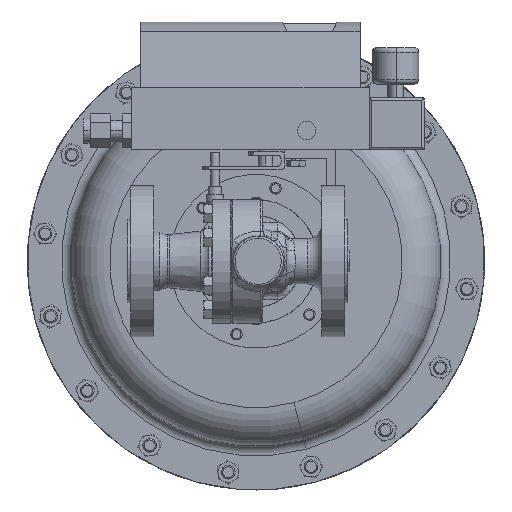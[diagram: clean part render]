
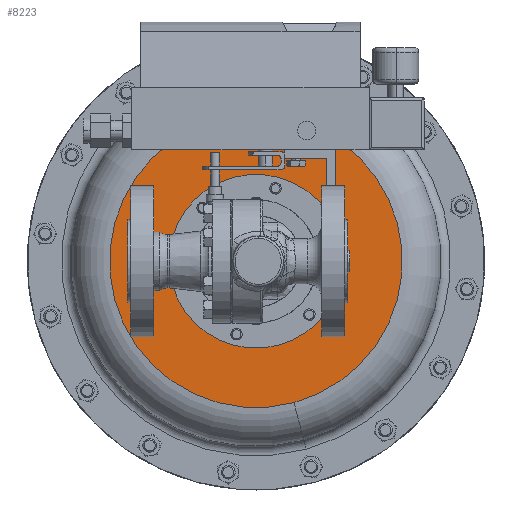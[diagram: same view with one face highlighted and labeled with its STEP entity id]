
A CAD part, front view. The second image highlights one B-rep face of the part: STEP entity #8223.
In plain terms, the highlighted planar face has unit normal (0, -1, 0).
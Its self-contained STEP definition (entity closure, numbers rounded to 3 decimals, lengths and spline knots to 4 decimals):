
#301 = FACE_OUTER_BOUND ( 'NONE', #6881, .T. ) ;
#1055 = DIRECTION ( 'NONE',  ( -0.707, 0., -0.707 ) ) ;
#1105 = EDGE_CURVE ( 'NONE', #24457, #4250, #11941, .T. ) ;
#1162 = VERTEX_POINT ( 'NONE', #32305 ) ;
#1925 = CARTESIAN_POINT ( 'NONE',  ( -0.6912, 10.1279, 8.7962 ) ) ;
#3158 = CARTESIAN_POINT ( 'NONE',  ( -3.5196, 10.1279, 3.8972 ) ) ;
#3737 = ORIENTED_EDGE ( 'NONE', *, *, #1105, .F. ) ;
#4062 = CARTESIAN_POINT ( 'NONE',  ( 0.3441, 10.1279, 4.9325 ) ) ;
#4250 = VERTEX_POINT ( 'NONE', #1925 ) ;
#5291 = AXIS2_PLACEMENT_3D ( 'NONE', #30811, #13971, #33599 ) ;
#6881 = EDGE_LOOP ( 'NONE', ( #3737, #21199 ) ) ;
#6919 = DIRECTION ( 'NONE',  ( 0.259, 0., -0.966 ) ) ;
#7753 = FACE_BOUND ( 'NONE', #23152, .T. ) ;
#8223 = ADVANCED_FACE ( 'NONE', ( #301, #7753 ), #28747, .T. ) ;
#9023 = CARTESIAN_POINT ( 'NONE',  ( 1.3794, 10.1279, 1.0688 ) ) ;
#10552 = AXIS2_PLACEMENT_3D ( 'NONE', #32052, #15260, #34866 ) ;
#11941 = CIRCLE ( 'NONE', #25081, 4. ) ;
#13039 = EDGE_CURVE ( 'NONE', #1162, #16938, #23377, .T. ) ;
#13628 = CIRCLE ( 'NONE', #13801, 2.375 ) ;
#13801 = AXIS2_PLACEMENT_3D ( 'NONE', #34668, #17908, #1055 ) ;
#13971 = DIRECTION ( 'NONE',  ( 0., 1., 0. ) ) ;
#14239 = EDGE_CURVE ( 'NONE', #16938, #1162, #13628, .T. ) ;
#14732 = DIRECTION ( 'NONE',  ( 0., -1., 0. ) ) ;
#15164 = ORIENTED_EDGE ( 'NONE', *, *, #13039, .T. ) ;
#15260 = DIRECTION ( 'NONE',  ( 0., 1., 0. ) ) ;
#16938 = VERTEX_POINT ( 'NONE', #29636 ) ;
#17908 = DIRECTION ( 'NONE',  ( 0., 1., 0. ) ) ;
#21199 = ORIENTED_EDGE ( 'NONE', *, *, #35646, .F. ) ;
#23111 = ORIENTED_EDGE ( 'NONE', *, *, #14239, .T. ) ;
#23152 = EDGE_LOOP ( 'NONE', ( #23111, #15164 ) ) ;
#23377 = CIRCLE ( 'NONE', #5291, 2.375 ) ;
#23742 = DIRECTION ( 'NONE',  ( 0., 1., 0. ) ) ;
#24249 = AXIS2_PLACEMENT_3D ( 'NONE', #3158, #14732, #34346 ) ;
#24457 = VERTEX_POINT ( 'NONE', #9023 ) ;
#25081 = AXIS2_PLACEMENT_3D ( 'NONE', #4062, #23742, #6919 ) ;
#26802 = CIRCLE ( 'NONE', #10552, 4. ) ;
#28747 = PLANE ( 'NONE',  #24249 ) ;
#29636 = CARTESIAN_POINT ( 'NONE',  ( 2.0235, 10.1279, 6.6119 ) ) ;
#30811 = CARTESIAN_POINT ( 'NONE',  ( 0.3441, 10.1279, 4.9325 ) ) ;
#32052 = CARTESIAN_POINT ( 'NONE',  ( 0.3441, 10.1279, 4.9325 ) ) ;
#32305 = CARTESIAN_POINT ( 'NONE',  ( -1.3353, 10.1279, 3.2531 ) ) ;
#33599 = DIRECTION ( 'NONE',  ( -0.707, 0., -0.707 ) ) ;
#34346 = DIRECTION ( 'NONE',  ( -0.259, 0., 0.966 ) ) ;
#34668 = CARTESIAN_POINT ( 'NONE',  ( 0.3441, 10.1279, 4.9325 ) ) ;
#34866 = DIRECTION ( 'NONE',  ( 0.259, 0., -0.966 ) ) ;
#35646 = EDGE_CURVE ( 'NONE', #4250, #24457, #26802, .T. ) ;
